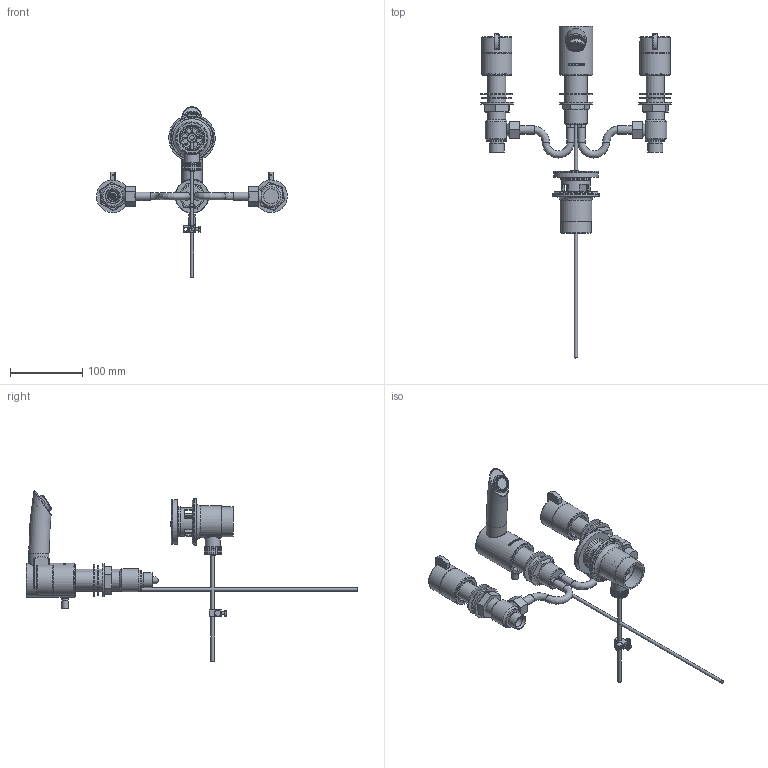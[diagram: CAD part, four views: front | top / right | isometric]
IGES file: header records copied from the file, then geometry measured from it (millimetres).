
Global section: file name: No Iges File Name specified; native system: Autodesk Inventor 2012; preprocessor: AutoDesk Inventor Iges Exporter R2012; author: mblakey; date: 20121004.144133; units: millimetre
Bounding box: 263.51 x 458 x 234.86 mm (x, y, z)
Volume: 562155.8 mm3; surface area: 247420.6 mm2
Topology: 55 solids, 55 shells, 1945 faces, 4917 edges, 3226 vertices
Faces by surface type: plane 1218, cylinder 279, revolution 225, cone 94, torus 63, bspline 51, sphere 15
Full cylindrical faces by diameter (mm): 2.693 x4, 3 x4, 4 x2, 4.8 x2, 5 x2, 6 x1, 6.2 x2, 6.229 x2, 8 x5, 8.8 x3, 9 x1, 9.8 x1, 11.758 x2, 14 x1, 15.5 x1, 17 x1, 18.3 x1, 18.4 x1, 19 x2, 20.96 x1, 21 x7, 22 x1, 22.8 x2, 23 x1, 23.9 x4, 24 x4, 25 x4, 25.75 x2, 26.351 x1, 27 x2
